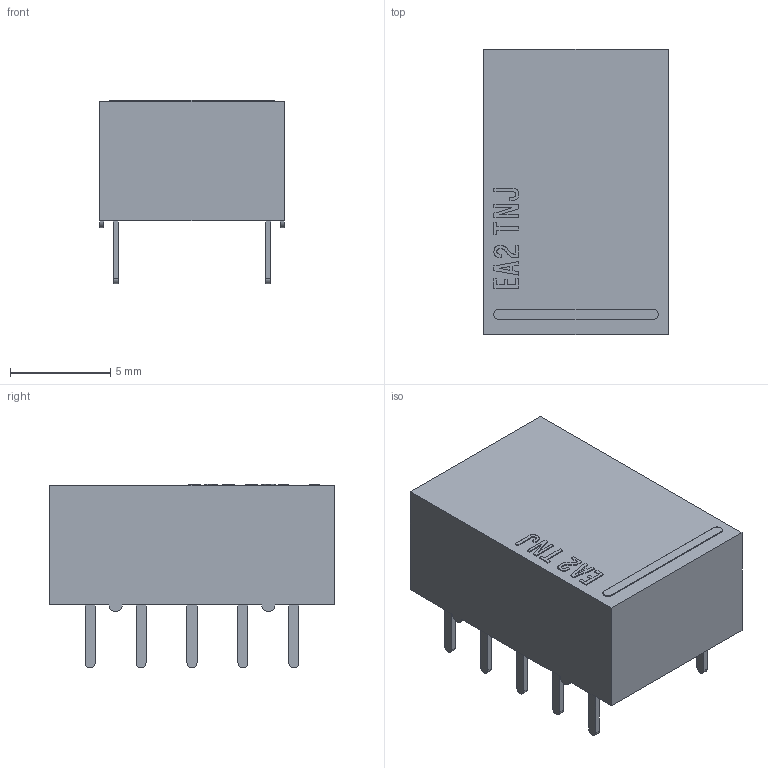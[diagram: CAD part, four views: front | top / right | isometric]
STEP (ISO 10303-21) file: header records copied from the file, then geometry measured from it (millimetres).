
FILE_DESCRIPTION(('FreeCAD Model'),'2;1');
FILE_NAME( 'ec2-tnj.step', '2019-06-27T09:06:52',('Author'),(''), 'Open CASCADE STEP processor 7.3','FreeCAD','Unknown');
FILE_SCHEMA(('AUTOMOTIVE_DESIGN { 1 0 10303 214 1 1 1 1 }'));
Length unit declared in the file: millimetre
Products named in the file (2): EA2-TNJ_Body; EA2-TNJ_Pins
Bounding box: 9.2 x 14.2 x 9.15 mm (x, y, z)
Volume: 775.1 mm3; surface area: 599.1 mm2
Topology: 11 solids, 11 shells, 198 faces, 493 edges, 326 vertices
Faces by surface type: plane 143, extrusion 35, cylinder 20
Entity records: 5966 total; most frequent: CARTESIAN_POINT 1228, ORIENTED_EDGE 986, DIRECTION 826, EDGE_CURVE 493, VECTOR 418, LINE 383, VERTEX_POINT 326, FACE_BOUND 207
